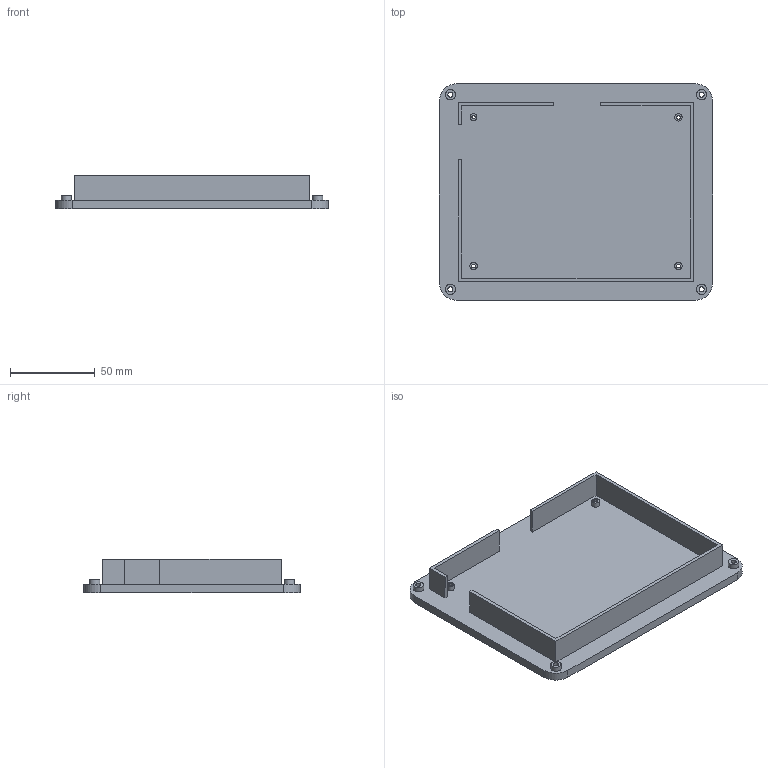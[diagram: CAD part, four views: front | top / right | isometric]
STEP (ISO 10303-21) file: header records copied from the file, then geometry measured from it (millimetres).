
FILE_DESCRIPTION(/* description */ (''),/* implementation_level */ '2;1');
FILE_NAME(/* name */ 'Case base.step',/* time_stamp */ '2022-12-21T19:34:22-03:00',/* author */ (''),/* organization */ (''),/* preprocessor_version */ 'ST-DEVELOPER v19.2',/* originating_system */ 'Autodesk Translation Framework v11.17.0.187',/* authorisation */ '');
FILE_SCHEMA (('AUTOMOTIVE_DESIGN { 1 0 10303 214 3 1 1 }'));
Length unit declared in the file: millimetre
Products named in the file (1): FusionComponent
Bounding box: 160.79 x 127.46 x 20 mm (x, y, z)
Volume: 115184.8 mm3; surface area: 57525.5 mm2
Topology: 1 solids, 1 shells, 52 faces, 120 edges, 80 vertices
Faces by surface type: plane 32, cylinder 20
Full cylindrical faces by diameter (mm): 2 x1, 2.2 x3, 3 x4, 4 x1, 4.4 x3, 6 x4
Entity records: 1549 total; most frequent: DIRECTION 266, CARTESIAN_POINT 253, ORIENTED_EDGE 240, EDGE_CURVE 120, AXIS2_PLACEMENT_3D 93, LINE 80, VECTOR 80, VERTEX_POINT 80
